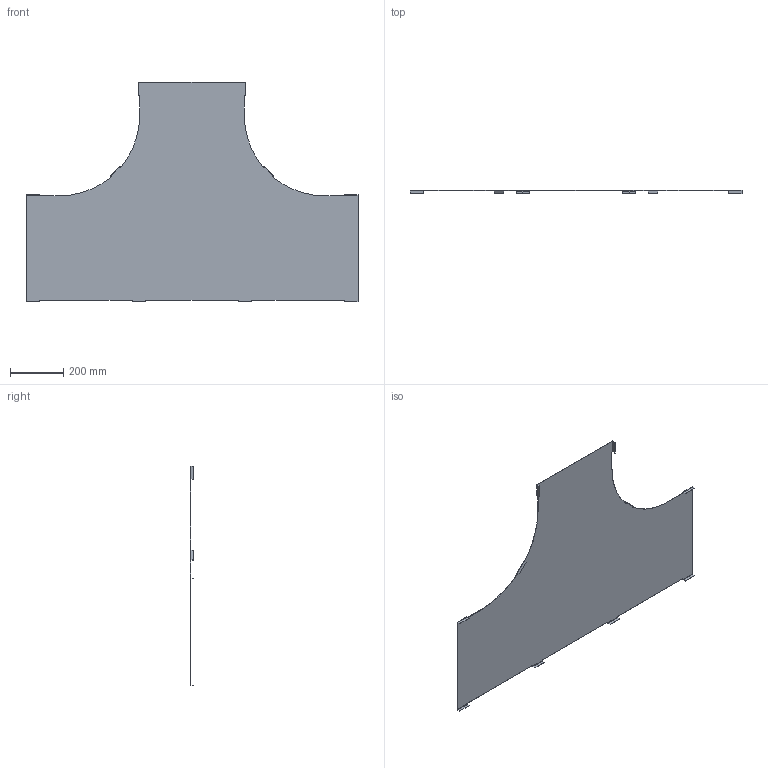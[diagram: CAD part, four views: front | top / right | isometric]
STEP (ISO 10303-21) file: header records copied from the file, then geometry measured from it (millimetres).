
FILE_DESCRIPTION (( 'STEP AP214' ), '1' );
FILE_NAME ('6226124.STEP', '2025-02-19T09:14:06', ( '' ), ( '' ), 'SwSTEP 2.0', 'SolidWorks 2024', '' );
FILE_SCHEMA (( 'AUTOMOTIVE_DESIGN' ));
Length unit declared in the file: millimetre
Products named in the file (1): 6226124
Bounding box: 1250 x 12.64 x 827 mm (x, y, z)
Volume: 709034.9 mm3; surface area: 1421861.5 mm2
Topology: 1 solids, 1 shells, 110 faces, 284 edges, 176 vertices
Faces by surface type: plane 96, cylinder 14
Entity records: 3279 total; most frequent: CARTESIAN_POINT 571, ORIENTED_EDGE 568, DIRECTION 534, EDGE_CURVE 284, VECTOR 256, LINE 256, VERTEX_POINT 176, AXIS2_PLACEMENT_3D 139
